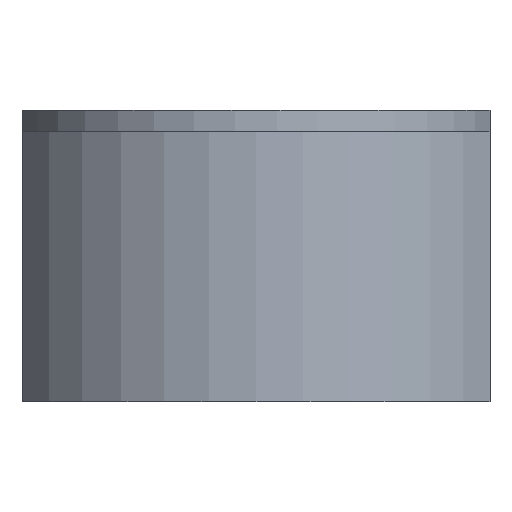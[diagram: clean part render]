
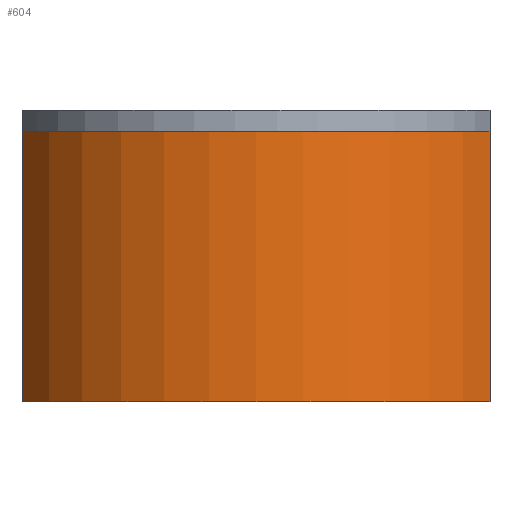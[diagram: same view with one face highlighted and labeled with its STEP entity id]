
A CAD part, left-side view. The second image highlights one B-rep face of the part: STEP entity #604.
In plain terms, the highlighted cylindrical face has radius 25 mm (diameter 50 mm), a partial arc.
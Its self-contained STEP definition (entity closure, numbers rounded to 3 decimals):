
#55=FACE_OUTER_BOUND('',#90,.T.);
#90=EDGE_LOOP('',(#430,#431,#432,#433));
#141=LINE('',#926,#199);
#142=LINE('',#929,#200);
#199=VECTOR('',#745,25.);
#200=VECTOR('',#748,25.);
#255=CIRCLE('',#667,25.);
#256=CIRCLE('',#668,25.);
#284=VERTEX_POINT('',#922);
#285=VERTEX_POINT('',#923);
#286=VERTEX_POINT('',#925);
#287=VERTEX_POINT('',#927);
#343=EDGE_CURVE('',#284,#285,#255,.T.);
#344=EDGE_CURVE('',#286,#285,#141,.T.);
#345=EDGE_CURVE('',#287,#286,#256,.T.);
#346=EDGE_CURVE('',#287,#284,#142,.T.);
#430=ORIENTED_EDGE('',*,*,#343,.T.);
#431=ORIENTED_EDGE('',*,*,#344,.F.);
#432=ORIENTED_EDGE('',*,*,#345,.F.);
#433=ORIENTED_EDGE('',*,*,#346,.T.);
#590=CYLINDRICAL_SURFACE('',#666,25.);
#604=ADVANCED_FACE('',(#55),#590,.T.);
#666=AXIS2_PLACEMENT_3D('',#921,#741,#742);
#667=AXIS2_PLACEMENT_3D('',#924,#743,#744);
#668=AXIS2_PLACEMENT_3D('',#928,#746,#747);
#741=DIRECTION('center_axis',(0.,0.,-1.));
#742=DIRECTION('ref_axis',(-1.,0.,0.));
#743=DIRECTION('center_axis',(0.,0.,1.));
#744=DIRECTION('ref_axis',(1.,0.,0.));
#745=DIRECTION('',(0.,0.,-1.));
#746=DIRECTION('center_axis',(0.,0.,1.));
#747=DIRECTION('ref_axis',(1.,0.,0.));
#748=DIRECTION('',(0.,0.,-1.));
#921=CARTESIAN_POINT('Origin',(0.,0.,25.));
#922=CARTESIAN_POINT('',(-12.5,21.651,0.));
#923=CARTESIAN_POINT('',(-12.5,-21.651,0.));
#924=CARTESIAN_POINT('Origin',(0.,0.,0.));
#925=CARTESIAN_POINT('',(-12.5,-21.651,25.));
#926=CARTESIAN_POINT('',(-12.5,-21.651,25.));
#927=CARTESIAN_POINT('',(-12.5,21.651,25.));
#928=CARTESIAN_POINT('Origin',(0.,0.,25.));
#929=CARTESIAN_POINT('',(-12.5,21.651,25.));
